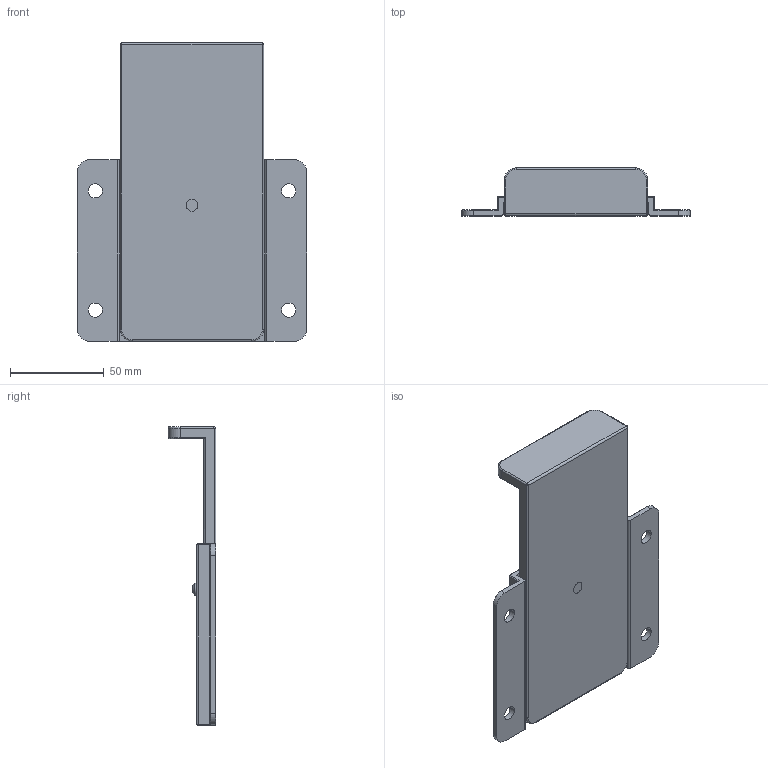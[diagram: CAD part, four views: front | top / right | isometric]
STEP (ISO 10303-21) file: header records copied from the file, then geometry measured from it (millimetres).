
FILE_DESCRIPTION (( 'STEP AP214' ), '1' );
FILE_NAME ('E27C5ACB-B388-4937-AF38-443760607760.STEP', '2024-10-16T16:32:28', ( '' ), ( '' ), 'SwSTEP 2.0', 'SolidWorks 2022', '' );
FILE_SCHEMA (( 'AUTOMOTIVE_DESIGN' ));
Length unit declared in the file: inch
Products named in the file (1): E27C5ACB-B388-4937-AF38-443760607760
Bounding box: 121.92 x 25.4 x 158.75 mm (x, y, z)
Volume: 125373.8 mm3; surface area: 57010.2 mm2
Topology: 3 solids, 3 shells, 97 faces, 229 edges, 138 vertices
Faces by surface type: cylinder 39, plane 38, cone 10, torus 10
Entity records: 2851 total; most frequent: DIRECTION 517, CARTESIAN_POINT 471, ORIENTED_EDGE 458, EDGE_CURVE 229, AXIS2_PLACEMENT_3D 192, VERTEX_POINT 138, VECTOR 133, LINE 133
